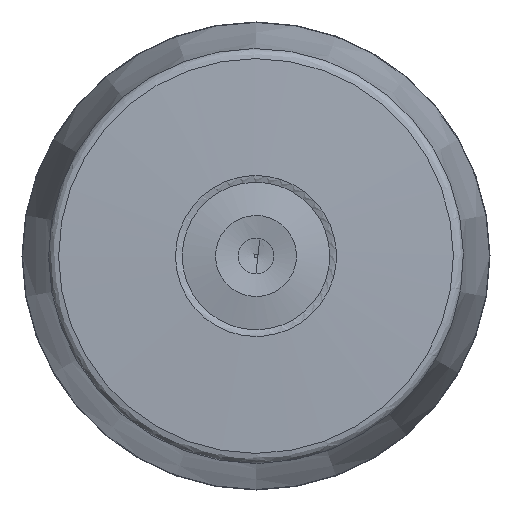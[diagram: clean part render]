
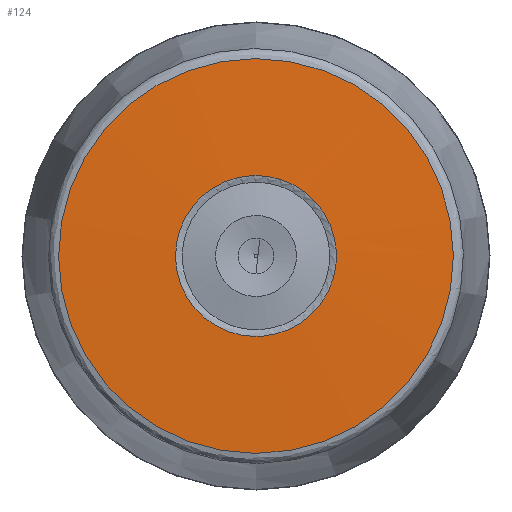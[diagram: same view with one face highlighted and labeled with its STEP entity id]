
A CAD part, left-side view. The second image highlights one B-rep face of the part: STEP entity #124.
In plain terms, the highlighted face is a revolution surface.
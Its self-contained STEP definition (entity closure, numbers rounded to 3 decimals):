
#24=LINE('',#690,#30);
#30=VECTOR('',#574,11.037);
#38=SURFACE_OF_REVOLUTION('',#24,#48);
#48=AXIS1_PLACEMENT('',#691,#575);
#124=ADVANCED_FACE('',(#182,#183),#38,.T.);
#182=FACE_BOUND('',#244,.T.);
#183=FACE_BOUND('',#245,.T.);
#244=EDGE_LOOP('',(#306));
#245=EDGE_LOOP('',(#307));
#306=ORIENTED_EDGE('',*,*,#379,.F.);
#307=ORIENTED_EDGE('',*,*,#377,.T.);
#346=VERTEX_POINT('',#677);
#348=VERTEX_POINT('',#689);
#377=EDGE_CURVE('',#346,#346,#408,.T.);
#379=EDGE_CURVE('',#348,#348,#410,.T.);
#408=CIRCLE('',#463,7.565);
#410=CIRCLE('',#465,18.556);
#463=AXIS2_PLACEMENT_3D('',#676,#567,#568);
#465=AXIS2_PLACEMENT_3D('',#688,#572,#573);
#567=DIRECTION('',(1.,0.,0.));
#568=DIRECTION('',(0.,0.,-1.));
#572=DIRECTION('',(1.,0.,0.));
#573=DIRECTION('',(0.,0.,-1.));
#574=DIRECTION('',(0.035,-0.999,-0.001));
#575=DIRECTION('',(1.,0.,0.));
#676=CARTESIAN_POINT('',(0.354,0.,0.));
#677=CARTESIAN_POINT('',(0.354,0.,-7.565));
#688=CARTESIAN_POINT('',(0.739,0.,0.));
#689=CARTESIAN_POINT('',(0.739,0.,-18.556));
#690=CARTESIAN_POINT('',(0.354,-7.501,0.988));
#691=CARTESIAN_POINT('',(10.,0.,0.));
